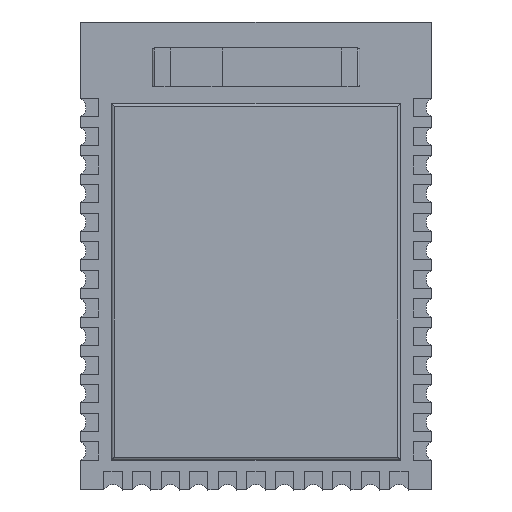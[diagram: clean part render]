
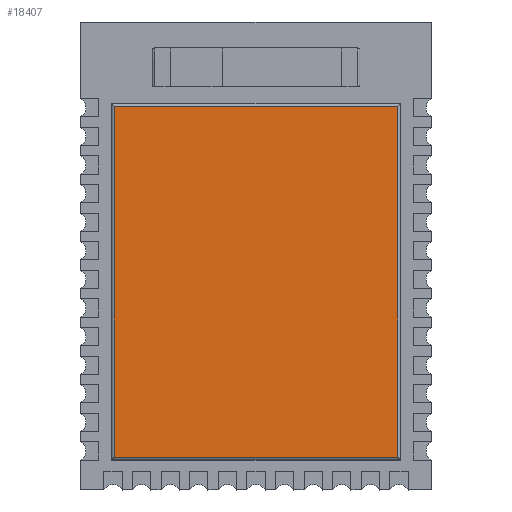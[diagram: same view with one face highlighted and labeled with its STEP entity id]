
A CAD part, top view. The second image highlights one B-rep face of the part: STEP entity #18407.
In plain terms, the highlighted planar face has unit normal (0, 0, 1).
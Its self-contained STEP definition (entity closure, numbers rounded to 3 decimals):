
#15840 = CYLINDRICAL_SURFACE('',#15841,0.1);
#15841 = AXIS2_PLACEMENT_3D('',#15842,#15843,#15844);
#15842 = CARTESIAN_POINT('',(-5.45,-7.85,2.6));
#15843 = DIRECTION('',(0.,1.,0.));
#15844 = DIRECTION('',(-1.,0.,0.));
#15914 = CYLINDRICAL_SURFACE('',#15915,0.1);
#15915 = AXIS2_PLACEMENT_3D('',#15916,#15917,#15918);
#15916 = CARTESIAN_POINT('',(5.55,-7.75,2.6));
#15917 = DIRECTION('',(-1.,0.,0.));
#15918 = DIRECTION('',(0.,-1.,0.));
#15968 = CYLINDRICAL_SURFACE('',#15969,0.1);
#15969 = AXIS2_PLACEMENT_3D('',#15970,#15971,#15972);
#15970 = CARTESIAN_POINT('',(5.45,5.85,2.6));
#15971 = DIRECTION('',(0.,-1.,0.));
#15972 = DIRECTION('',(1.,0.,0.));
#16000 = CYLINDRICAL_SURFACE('',#16001,0.1);
#16001 = AXIS2_PLACEMENT_3D('',#16002,#16003,#16004);
#16002 = CARTESIAN_POINT('',(-5.55,5.75,2.6));
#16003 = DIRECTION('',(1.,0.,0.));
#16004 = DIRECTION('',(0.,1.,0.));
#17751 = VERTEX_POINT('',#17752);
#17752 = CARTESIAN_POINT('',(-5.45,-7.75,2.7));
#17782 = EDGE_CURVE('',#17751,#17783,#17785,.T.);
#17783 = VERTEX_POINT('',#17784);
#17784 = CARTESIAN_POINT('',(-5.45,5.75,2.7));
#17785 = SURFACE_CURVE('',#17786,(#17790,#17797),.PCURVE_S1.);
#17786 = LINE('',#17787,#17788);
#17787 = CARTESIAN_POINT('',(-5.45,-7.85,2.7));
#17788 = VECTOR('',#17789,1.);
#17789 = DIRECTION('',(0.,1.,0.));
#17790 = PCURVE('',#15840,#17791);
#17791 = DEFINITIONAL_REPRESENTATION('',(#17792),#17796);
#17792 = LINE('',#17793,#17794);
#17793 = CARTESIAN_POINT('',(1.571,0.));
#17794 = VECTOR('',#17795,1.);
#17795 = DIRECTION('',(0.,1.));
#17796 = ( GEOMETRIC_REPRESENTATION_CONTEXT(2) 
PARAMETRIC_REPRESENTATION_CONTEXT() REPRESENTATION_CONTEXT('2D SPACE',''
  ) );
#17797 = PCURVE('',#17798,#17803);
#17798 = PLANE('',#17799);
#17799 = AXIS2_PLACEMENT_3D('',#17800,#17801,#17802);
#17800 = CARTESIAN_POINT('',(0.,-1.,2.7));
#17801 = DIRECTION('',(0.,0.,1.));
#17802 = DIRECTION('',(1.,0.,0.));
#17803 = DEFINITIONAL_REPRESENTATION('',(#17804),#17808);
#17804 = LINE('',#17805,#17806);
#17805 = CARTESIAN_POINT('',(-5.45,-6.85));
#17806 = VECTOR('',#17807,1.);
#17807 = DIRECTION('',(0.,1.));
#17808 = ( GEOMETRIC_REPRESENTATION_CONTEXT(2) 
PARAMETRIC_REPRESENTATION_CONTEXT() REPRESENTATION_CONTEXT('2D SPACE',''
  ) );
#17845 = VERTEX_POINT('',#17846);
#17846 = CARTESIAN_POINT('',(5.45,-7.75,2.7));
#17876 = EDGE_CURVE('',#17845,#17751,#17877,.T.);
#17877 = SURFACE_CURVE('',#17878,(#17882,#17889),.PCURVE_S1.);
#17878 = LINE('',#17879,#17880);
#17879 = CARTESIAN_POINT('',(5.55,-7.75,2.7));
#17880 = VECTOR('',#17881,1.);
#17881 = DIRECTION('',(-1.,0.,0.));
#17882 = PCURVE('',#15914,#17883);
#17883 = DEFINITIONAL_REPRESENTATION('',(#17884),#17888);
#17884 = LINE('',#17885,#17886);
#17885 = CARTESIAN_POINT('',(1.571,0.));
#17886 = VECTOR('',#17887,1.);
#17887 = DIRECTION('',(0.,1.));
#17888 = ( GEOMETRIC_REPRESENTATION_CONTEXT(2) 
PARAMETRIC_REPRESENTATION_CONTEXT() REPRESENTATION_CONTEXT('2D SPACE',''
  ) );
#17889 = PCURVE('',#17798,#17890);
#17890 = DEFINITIONAL_REPRESENTATION('',(#17891),#17895);
#17891 = LINE('',#17892,#17893);
#17892 = CARTESIAN_POINT('',(5.55,-6.75));
#17893 = VECTOR('',#17894,1.);
#17894 = DIRECTION('',(-1.,0.));
#17895 = ( GEOMETRIC_REPRESENTATION_CONTEXT(2) 
PARAMETRIC_REPRESENTATION_CONTEXT() REPRESENTATION_CONTEXT('2D SPACE',''
  ) );
#17903 = VERTEX_POINT('',#17904);
#17904 = CARTESIAN_POINT('',(5.45,5.75,2.7));
#17934 = EDGE_CURVE('',#17903,#17845,#17935,.T.);
#17935 = SURFACE_CURVE('',#17936,(#17940,#17947),.PCURVE_S1.);
#17936 = LINE('',#17937,#17938);
#17937 = CARTESIAN_POINT('',(5.45,5.85,2.7));
#17938 = VECTOR('',#17939,1.);
#17939 = DIRECTION('',(0.,-1.,0.));
#17940 = PCURVE('',#15968,#17941);
#17941 = DEFINITIONAL_REPRESENTATION('',(#17942),#17946);
#17942 = LINE('',#17943,#17944);
#17943 = CARTESIAN_POINT('',(1.571,0.));
#17944 = VECTOR('',#17945,1.);
#17945 = DIRECTION('',(0.,1.));
#17946 = ( GEOMETRIC_REPRESENTATION_CONTEXT(2) 
PARAMETRIC_REPRESENTATION_CONTEXT() REPRESENTATION_CONTEXT('2D SPACE',''
  ) );
#17947 = PCURVE('',#17798,#17948);
#17948 = DEFINITIONAL_REPRESENTATION('',(#17949),#17953);
#17949 = LINE('',#17950,#17951);
#17950 = CARTESIAN_POINT('',(5.45,6.85));
#17951 = VECTOR('',#17952,1.);
#17952 = DIRECTION('',(0.,-1.));
#17953 = ( GEOMETRIC_REPRESENTATION_CONTEXT(2) 
PARAMETRIC_REPRESENTATION_CONTEXT() REPRESENTATION_CONTEXT('2D SPACE',''
  ) );
#17961 = EDGE_CURVE('',#17783,#17903,#17962,.T.);
#17962 = SURFACE_CURVE('',#17963,(#17967,#17974),.PCURVE_S1.);
#17963 = LINE('',#17964,#17965);
#17964 = CARTESIAN_POINT('',(-5.55,5.75,2.7));
#17965 = VECTOR('',#17966,1.);
#17966 = DIRECTION('',(1.,0.,0.));
#17967 = PCURVE('',#16000,#17968);
#17968 = DEFINITIONAL_REPRESENTATION('',(#17969),#17973);
#17969 = LINE('',#17970,#17971);
#17970 = CARTESIAN_POINT('',(1.571,0.));
#17971 = VECTOR('',#17972,1.);
#17972 = DIRECTION('',(0.,1.));
#17973 = ( GEOMETRIC_REPRESENTATION_CONTEXT(2) 
PARAMETRIC_REPRESENTATION_CONTEXT() REPRESENTATION_CONTEXT('2D SPACE',''
  ) );
#17974 = PCURVE('',#17798,#17975);
#17975 = DEFINITIONAL_REPRESENTATION('',(#17976),#17980);
#17976 = LINE('',#17977,#17978);
#17977 = CARTESIAN_POINT('',(-5.55,6.75));
#17978 = VECTOR('',#17979,1.);
#17979 = DIRECTION('',(1.,0.));
#17980 = ( GEOMETRIC_REPRESENTATION_CONTEXT(2) 
PARAMETRIC_REPRESENTATION_CONTEXT() REPRESENTATION_CONTEXT('2D SPACE',''
  ) );
#18407 = ADVANCED_FACE('',(#18408),#17798,.T.);
#18408 = FACE_BOUND('',#18409,.T.);
#18409 = EDGE_LOOP('',(#18410,#18411,#18412,#18413));
#18410 = ORIENTED_EDGE('',*,*,#17782,.F.);
#18411 = ORIENTED_EDGE('',*,*,#17876,.F.);
#18412 = ORIENTED_EDGE('',*,*,#17934,.F.);
#18413 = ORIENTED_EDGE('',*,*,#17961,.F.);
